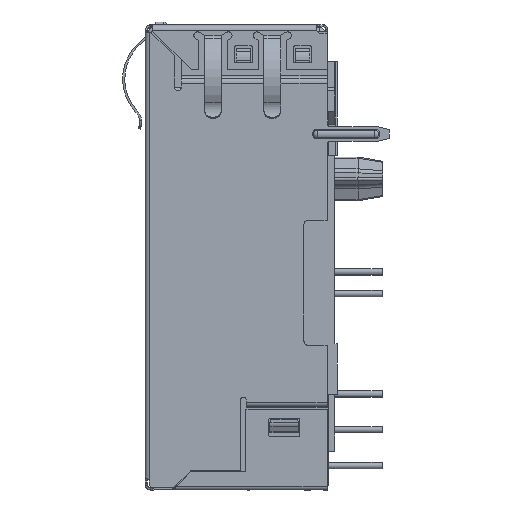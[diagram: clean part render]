
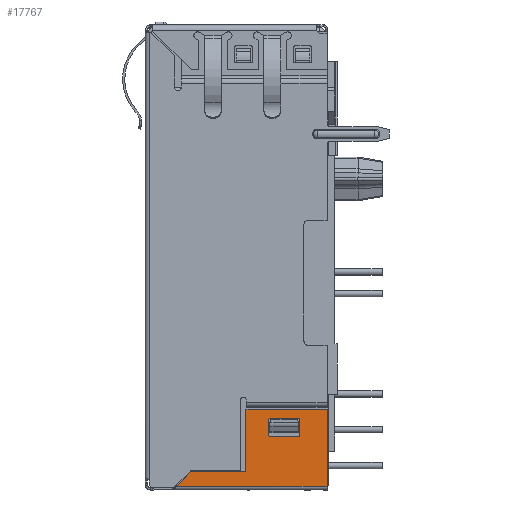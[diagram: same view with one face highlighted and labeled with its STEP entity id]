
A CAD part, left-side view. The second image highlights one B-rep face of the part: STEP entity #17767.
In plain terms, the highlighted planar face has unit normal (-1, 0, 0).
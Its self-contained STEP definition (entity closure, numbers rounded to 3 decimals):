
#779=CIRCLE('',#18773,0.13);
#781=CIRCLE('',#18777,0.13);
#783=CIRCLE('',#18781,0.13);
#785=CIRCLE('',#18785,0.13);
#3132=ORIENTED_EDGE('',*,*,#7235,.T.);
#3133=ORIENTED_EDGE('',*,*,#7238,.F.);
#3134=ORIENTED_EDGE('',*,*,#7241,.T.);
#3135=ORIENTED_EDGE('',*,*,#7244,.F.);
#3136=ORIENTED_EDGE('',*,*,#7247,.T.);
#3137=ORIENTED_EDGE('',*,*,#7250,.F.);
#3138=ORIENTED_EDGE('',*,*,#7253,.T.);
#3139=ORIENTED_EDGE('',*,*,#7255,.F.);
#3140=ORIENTED_EDGE('',*,*,#7228,.T.);
#3141=ORIENTED_EDGE('',*,*,#7258,.F.);
#3142=ORIENTED_EDGE('',*,*,#7913,.T.);
#3143=ORIENTED_EDGE('',*,*,#7914,.F.);
#3144=ORIENTED_EDGE('',*,*,#7912,.T.);
#3145=ORIENTED_EDGE('',*,*,#7229,.T.);
#7228=EDGE_CURVE('',#9699,#9701,#11406,.T.);
#7229=EDGE_CURVE('',#9702,#9699,#11407,.T.);
#7235=EDGE_CURVE('',#9705,#9707,#11413,.T.);
#7238=EDGE_CURVE('',#9709,#9707,#779,.T.);
#7241=EDGE_CURVE('',#9709,#9711,#11417,.T.);
#7244=EDGE_CURVE('',#9713,#9711,#781,.T.);
#7247=EDGE_CURVE('',#9713,#9715,#11421,.T.);
#7250=EDGE_CURVE('',#9717,#9715,#783,.T.);
#7253=EDGE_CURVE('',#9717,#9719,#11425,.T.);
#7255=EDGE_CURVE('',#9705,#9719,#785,.T.);
#7258=EDGE_CURVE('',#9721,#9701,#11428,.T.);
#7912=EDGE_CURVE('',#10242,#9702,#11887,.T.);
#7913=EDGE_CURVE('',#9721,#10243,#11888,.T.);
#7914=EDGE_CURVE('',#10242,#10243,#11889,.T.);
#9699=VERTEX_POINT('',#26672);
#9701=VERTEX_POINT('',#26676);
#9702=VERTEX_POINT('',#26680);
#9705=VERTEX_POINT('',#26687);
#9707=VERTEX_POINT('',#26691);
#9709=VERTEX_POINT('',#26697);
#9711=VERTEX_POINT('',#26703);
#9713=VERTEX_POINT('',#26709);
#9715=VERTEX_POINT('',#26715);
#9717=VERTEX_POINT('',#26721);
#9719=VERTEX_POINT('',#26727);
#9721=VERTEX_POINT('',#26736);
#10242=VERTEX_POINT('',#28190);
#10243=VERTEX_POINT('',#28194);
#11406=LINE('',#26677,#13273);
#11407=LINE('',#26679,#13274);
#11413=LINE('',#26692,#13280);
#11417=LINE('',#26704,#13284);
#11421=LINE('',#26716,#13288);
#11425=LINE('',#26728,#13292);
#11428=LINE('',#26737,#13295);
#11887=LINE('',#28191,#13754);
#11888=LINE('',#28193,#13755);
#11889=LINE('',#28195,#13756);
#13273=VECTOR('',#21230,1000.);
#13274=VECTOR('',#21233,1000.);
#13280=VECTOR('',#21241,1000.);
#13284=VECTOR('',#21253,1000.);
#13288=VECTOR('',#21265,1000.);
#13292=VECTOR('',#21277,1000.);
#13295=VECTOR('',#21288,1000.);
#13754=VECTOR('',#22419,1000.);
#13755=VECTOR('',#22422,1000.);
#13756=VECTOR('',#22423,1000.);
#15050=EDGE_LOOP('',(#3132,#3133,#3134,#3135,#3136,#3137,#3138,#3139));
#15051=EDGE_LOOP('',(#3140,#3141,#3142,#3143,#3144,#3145));
#16139=FACE_BOUND('',#15050,.T.);
#16140=FACE_BOUND('',#15051,.T.);
#17066=PLANE('',#19123);
#17767=ADVANCED_FACE('',(#16139,#16140),#17066,.F.);
#18773=AXIS2_PLACEMENT_3D('',#26698,#21247,#21248);
#18777=AXIS2_PLACEMENT_3D('',#26710,#21259,#21260);
#18781=AXIS2_PLACEMENT_3D('',#26722,#21271,#21272);
#18785=AXIS2_PLACEMENT_3D('',#26731,#21282,#21283);
#19123=AXIS2_PLACEMENT_3D('',#28192,#22420,#22421);
#21230=DIRECTION('',(0.,1.,0.));
#21233=DIRECTION('',(0.,0.,-1.));
#21241=DIRECTION('',(0.,0.,-1.));
#21247=DIRECTION('',(-1.,0.,0.));
#21248=DIRECTION('',(0.,0.,-1.));
#21253=DIRECTION('',(0.,1.,0.));
#21259=DIRECTION('',(-1.,0.,0.));
#21260=DIRECTION('',(0.,0.,-1.));
#21265=DIRECTION('',(0.,0.,1.));
#21271=DIRECTION('',(-1.,0.,0.));
#21272=DIRECTION('',(0.,0.,-1.));
#21277=DIRECTION('',(0.,-1.,0.));
#21282=DIRECTION('',(-1.,0.,0.));
#21283=DIRECTION('',(0.,0.,-1.));
#21288=DIRECTION('',(0.,-0.707,0.707));
#22419=DIRECTION('',(0.,1.,0.));
#22420=DIRECTION('',(1.,0.,0.));
#22421=DIRECTION('',(0.,1.,0.));
#22422=DIRECTION('',(0.,-1.,0.));
#22423=DIRECTION('',(0.,0.,-1.));
#26672=CARTESIAN_POINT('',(-8.155,5.78,-31.485));
#26676=CARTESIAN_POINT('',(-8.155,9.68,-31.485));
#26677=CARTESIAN_POINT('',(-8.155,4.135,-31.485));
#26679=CARTESIAN_POINT('',(-8.155,5.78,-16.467));
#26680=CARTESIAN_POINT('',(-8.155,5.78,-27.045));
#26687=CARTESIAN_POINT('',(-8.155,1.97,-27.82));
#26691=CARTESIAN_POINT('',(-8.155,1.97,-28.86));
#26692=CARTESIAN_POINT('',(-8.155,1.97,-16.467));
#26697=CARTESIAN_POINT('',(-8.155,2.1,-28.99));
#26698=CARTESIAN_POINT('',(-8.155,2.1,-28.86));
#26703=CARTESIAN_POINT('',(-8.155,4.04,-28.99));
#26704=CARTESIAN_POINT('',(-8.155,4.135,-28.99));
#26709=CARTESIAN_POINT('',(-8.155,4.17,-28.86));
#26710=CARTESIAN_POINT('',(-8.155,4.04,-28.86));
#26715=CARTESIAN_POINT('',(-8.155,4.17,-27.82));
#26716=CARTESIAN_POINT('',(-8.155,4.17,-16.467));
#26721=CARTESIAN_POINT('',(-8.155,4.04,-27.69));
#26722=CARTESIAN_POINT('',(-8.155,4.04,-27.82));
#26727=CARTESIAN_POINT('',(-8.155,2.1,-27.69));
#26728=CARTESIAN_POINT('',(-8.155,4.135,-27.69));
#26731=CARTESIAN_POINT('',(-8.155,2.1,-27.82));
#26736=CARTESIAN_POINT('',(-8.155,10.715,-32.52));
#26737=CARTESIAN_POINT('',(-8.155,10.198,-32.002));
#28190=CARTESIAN_POINT('',(-8.155,0.03,-27.045));
#28191=CARTESIAN_POINT('',(-8.155,4.135,-27.045));
#28192=CARTESIAN_POINT('',(-8.155,4.135,-16.467));
#28193=CARTESIAN_POINT('',(-8.155,-0.188,-32.52));
#28194=CARTESIAN_POINT('',(-8.155,0.03,-32.52));
#28195=CARTESIAN_POINT('',(-8.155,0.03,-5.398));
